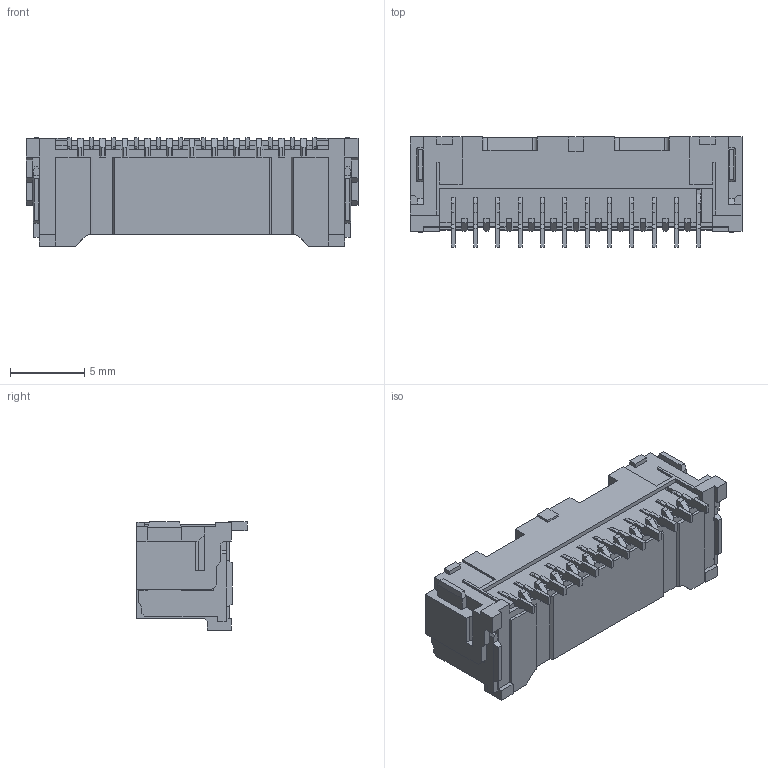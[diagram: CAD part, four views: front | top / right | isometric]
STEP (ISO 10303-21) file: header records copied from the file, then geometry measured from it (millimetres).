
FILE_DESCRIPTION((''),'2;1');
FILE_NAME('5025841270','2019-07-04T',('gga'),(''),'PRO/ENGINEER BY PARAMETRIC TECHNOLOGY CORPORATION, 2016010','PRO/ENGINEER BY PARAMETRIC TECHNOLOGY CORPORATION, 2016010','');
FILE_SCHEMA(('CONFIG_CONTROL_DESIGN'));
Length unit declared in the file: millimetre
Products named in the file (1): 5025841270
Bounding box: 22.3 x 7.4 x 7.3 mm (x, y, z)
Volume: 434.9 mm3; surface area: 1154.9 mm2
Topology: 1 solids, 1 shells, 811 faces, 2438 edges, 1614 vertices
Faces by surface type: plane 727, cylinder 84
Entity records: 26879 total; most frequent: CARTESIAN_POINT 4878, ORIENTED_EDGE 4764, DIRECTION 4202, EDGE_CURVE 2382, VECTOR 2266, LINE 2266, VERTEX_POINT 1558, AXIS2_PLACEMENT_3D 968
